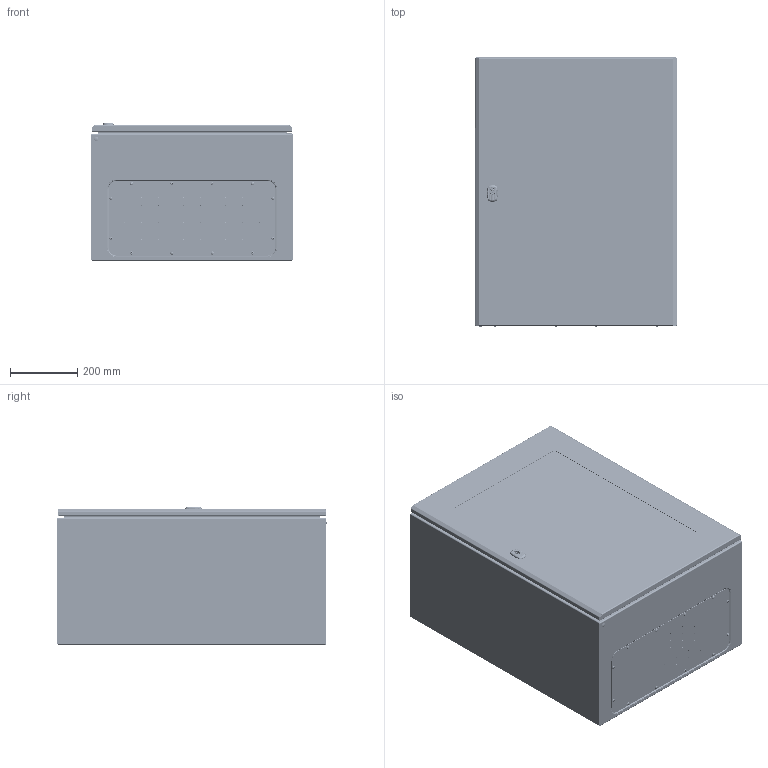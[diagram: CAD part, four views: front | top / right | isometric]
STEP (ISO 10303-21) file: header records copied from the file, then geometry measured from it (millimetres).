
FILE_DESCRIPTION(('STEP AP242'),'1');
FILE_NAME('nsyvdm17u4f.stp','2019-09-06T15:31:56',('TraceParts'),('TraceParts S.A.'),'Spatial InterOp 3D',' ',' ');
FILE_SCHEMA(('AP242_MANAGED_MODEL_BASED_3D_ENGINEERING_MIM_LF {1 0 10303 442 1 1 4}'));
Length unit declared in the file: millimetre
Products named in the file (1): nsyvdm17u4f_1
Bounding box: 600 x 801.2 x 410.7 mm (x, y, z)
Volume: 4995533.3 mm3; surface area: 5350891.6 mm2
Topology: 54 solids, 54 shells, 6684 faces, 17448 edges, 10694 vertices
Faces by surface type: plane 2850, cylinder 1116, cone 1034, bspline 866, torus 683, sphere 126, extrusion 5, revolution 4
Entity records: 260093 total; most frequent: CARTESIAN_POINT 103503, ORIENTED_EDGE 33920, DIRECTION 30287, EDGE_CURVE 16960, AXIS2_PLACEMENT_3D 10918, VERTEX_POINT 10694, VECTOR 8447, LINE 8442
